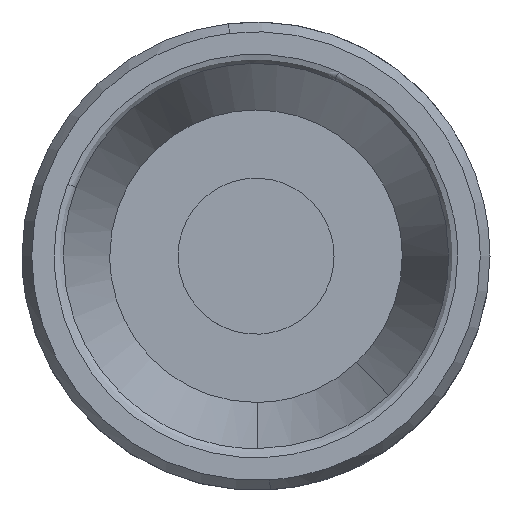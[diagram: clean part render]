
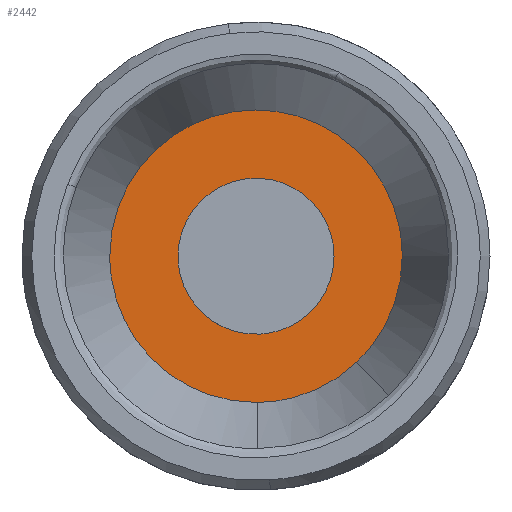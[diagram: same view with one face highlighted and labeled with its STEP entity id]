
A CAD part, top view. The second image highlights one B-rep face of the part: STEP entity #2442.
In plain terms, the highlighted free-form (B-spline) face has degree [1, 1] with [2, 2] control points.
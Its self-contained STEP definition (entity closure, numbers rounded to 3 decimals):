
#748=CARTESIAN_POINT('',(0.065,-7.5,9.5));
#749=VERTEX_POINT('',#748);
#755=CARTESIAN_POINT('',(-7.5,0.0,9.5));
#756=VERTEX_POINT('',#755);
#757=CARTESIAN_POINT('',(0.065,-7.5,9.5));
#758=CARTESIAN_POINT('',(0.033,-7.5,9.5));
#759=CARTESIAN_POINT('',(0.,-7.5,9.5));
#760=CARTESIAN_POINT('',(-7.5,-7.5,9.5));
#761=CARTESIAN_POINT('',(-7.5,0.0,9.5));
#769=(BOUNDED_CURVE()B_SPLINE_CURVE(2,(#757,#758,#759,#760,#761),.UNSPECIFIED.,.F.,.U.)B_SPLINE_CURVE_WITH_KNOTS((3,2,3),(0.748,0.75,1.0),.UNSPECIFIED.)CURVE()GEOMETRIC_REPRESENTATION_ITEM()RATIONAL_B_SPLINE_CURVE((0.996,0.998,1.0,0.707,1.0))REPRESENTATION_ITEM(''));
#770=EDGE_CURVE('',#749,#756,#769,.T.);
#772=CARTESIAN_POINT('',(7.5,0.0,9.5));
#773=VERTEX_POINT('',#772);
#774=CARTESIAN_POINT('',(-7.5,0.0,9.5));
#775=CARTESIAN_POINT('',(-7.5,7.5,9.5));
#776=CARTESIAN_POINT('',(0.0,7.5,9.5));
#777=CARTESIAN_POINT('',(7.5,7.5,9.5));
#778=CARTESIAN_POINT('',(7.5,0.0,9.5));
#786=(BOUNDED_CURVE()B_SPLINE_CURVE(2,(#774,#775,#776,#777,#778),.UNSPECIFIED.,.F.,.U.)B_SPLINE_CURVE_WITH_KNOTS((3,2,3),(0.0,0.25,0.5),.UNSPECIFIED.)CURVE()GEOMETRIC_REPRESENTATION_ITEM()RATIONAL_B_SPLINE_CURVE((1.0,0.707,1.0,0.707,1.0))REPRESENTATION_ITEM(''));
#787=EDGE_CURVE('',#756,#773,#786,.T.);
#789=CARTESIAN_POINT('',(5.172,-5.431,9.5));
#790=VERTEX_POINT('',#789);
#791=CARTESIAN_POINT('',(7.5,0.0,9.5));
#792=CARTESIAN_POINT('',(7.5,-3.214,9.5));
#793=CARTESIAN_POINT('',(5.172,-5.431,9.5));
#801=(BOUNDED_CURVE()B_SPLINE_CURVE(2,(#791,#792,#793),.UNSPECIFIED.,.F.,.U.)B_SPLINE_CURVE_WITH_KNOTS((3,3),(0.5,0.629),.UNSPECIFIED.)CURVE()GEOMETRIC_REPRESENTATION_ITEM()RATIONAL_B_SPLINE_CURVE((1.0,0.849,0.854))REPRESENTATION_ITEM(''));
#802=EDGE_CURVE('',#773,#790,#801,.T.);
#844=CARTESIAN_POINT('',(5.172,-5.431,9.5));
#845=CARTESIAN_POINT('',(3.027,-7.474,9.5));
#846=CARTESIAN_POINT('',(0.065,-7.5,9.5));
#854=(BOUNDED_CURVE()B_SPLINE_CURVE(2,(#844,#845,#846),.UNSPECIFIED.,.F.,.U.)B_SPLINE_CURVE_WITH_KNOTS((3,3),(0.629,0.748),.UNSPECIFIED.)CURVE()GEOMETRIC_REPRESENTATION_ITEM()RATIONAL_B_SPLINE_CURVE((0.854,0.858,0.996))REPRESENTATION_ITEM(''));
#855=EDGE_CURVE('',#790,#749,#854,.T.);
#883=CARTESIAN_POINT('',(-0.472,3.972,9.5));
#884=VERTEX_POINT('',#883);
#885=CARTESIAN_POINT('',(4.0,0.0,9.5));
#886=VERTEX_POINT('',#885);
#887=CARTESIAN_POINT('',(-0.472,3.972,9.5));
#888=CARTESIAN_POINT('',(-0.237,4.,9.5));
#889=CARTESIAN_POINT('',(0.0,4.0,9.5));
#890=CARTESIAN_POINT('',(4.,4.,9.5));
#891=CARTESIAN_POINT('',(4.0,0.0,9.5));
#899=(BOUNDED_CURVE()B_SPLINE_CURVE(2,(#887,#888,#889,#890,#891),.UNSPECIFIED.,.F.,.U.)B_SPLINE_CURVE_WITH_KNOTS((3,2,3),(0.23,0.25,0.5),.UNSPECIFIED.)CURVE()GEOMETRIC_REPRESENTATION_ITEM()RATIONAL_B_SPLINE_CURVE((0.956,0.976,1.0,0.707,1.0))REPRESENTATION_ITEM(''));
#900=EDGE_CURVE('',#884,#886,#899,.T.);
#941=CARTESIAN_POINT('',(0.244,-3.993,9.5));
#942=VERTEX_POINT('',#941);
#948=CARTESIAN_POINT('',(4.0,0.0,9.5));
#949=CARTESIAN_POINT('',(4.0,-3.763,9.5));
#950=CARTESIAN_POINT('',(0.244,-3.993,9.5));
#958=(BOUNDED_CURVE()B_SPLINE_CURVE(2,(#948,#949,#950),.UNSPECIFIED.,.F.,.U.)B_SPLINE_CURVE_WITH_KNOTS((3,3),(0.5,0.739),.UNSPECIFIED.)CURVE()GEOMETRIC_REPRESENTATION_ITEM()RATIONAL_B_SPLINE_CURVE((1.0,0.72,0.976))REPRESENTATION_ITEM(''));
#959=EDGE_CURVE('',#886,#942,#958,.T.);
#982=CARTESIAN_POINT('',(-4.0,0.0,9.5));
#983=VERTEX_POINT('',#982);
#984=CARTESIAN_POINT('',(-4.0,0.0,9.5));
#985=CARTESIAN_POINT('',(-4.0,3.553,9.5));
#986=CARTESIAN_POINT('',(-0.472,3.972,9.5));
#994=(BOUNDED_CURVE()B_SPLINE_CURVE(2,(#984,#985,#986),.UNSPECIFIED.,.F.,.U.)B_SPLINE_CURVE_WITH_KNOTS((3,3),(0.0,0.23),.UNSPECIFIED.)CURVE()GEOMETRIC_REPRESENTATION_ITEM()RATIONAL_B_SPLINE_CURVE((1.0,0.731,0.956))REPRESENTATION_ITEM(''));
#995=EDGE_CURVE('',#983,#884,#994,.T.);
#997=CARTESIAN_POINT('',(0.244,-3.993,9.5));
#998=CARTESIAN_POINT('',(0.122,-4.,9.5));
#999=CARTESIAN_POINT('',(0.0,-4.0,9.5));
#1000=CARTESIAN_POINT('',(-4.,-4.,9.5));
#1001=CARTESIAN_POINT('',(-4.0,0.0,9.5));
#1009=(BOUNDED_CURVE()B_SPLINE_CURVE(2,(#997,#998,#999,#1000,#1001),.UNSPECIFIED.,.F.,.U.)B_SPLINE_CURVE_WITH_KNOTS((3,2,3),(0.739,0.75,1.0),.UNSPECIFIED.)CURVE()GEOMETRIC_REPRESENTATION_ITEM()RATIONAL_B_SPLINE_CURVE((0.976,0.988,1.0,0.707,1.0))REPRESENTATION_ITEM(''));
#1010=EDGE_CURVE('',#942,#983,#1009,.T.);
#2425=CARTESIAN_POINT('',(8.249,-8.249,9.5));
#2426=CARTESIAN_POINT('',(-8.249,-8.249,9.5));
#2427=CARTESIAN_POINT('',(8.249,8.249,9.5));
#2428=CARTESIAN_POINT('',(-8.249,8.249,9.5));
#2429=B_SPLINE_SURFACE_WITH_KNOTS('',1,1,((#2425,#2427),(#2426,#2428)),.UNSPECIFIED.,.F.,.F.,.U.,(2,2),(2,2),(0.0,16.499),(0.0,16.498),.UNSPECIFIED.);
#2430=ORIENTED_EDGE('',*,*,#770,.F.);
#2431=ORIENTED_EDGE('',*,*,#855,.F.);
#2432=ORIENTED_EDGE('',*,*,#802,.F.);
#2433=ORIENTED_EDGE('',*,*,#787,.F.);
#2434=EDGE_LOOP('',(#2430,#2431,#2432,#2433));
#2435=FACE_OUTER_BOUND('',#2434,.T.);
#2436=ORIENTED_EDGE('',*,*,#959,.T.);
#2437=ORIENTED_EDGE('',*,*,#1010,.T.);
#2438=ORIENTED_EDGE('',*,*,#995,.T.);
#2439=ORIENTED_EDGE('',*,*,#900,.T.);
#2440=EDGE_LOOP('',(#2436,#2437,#2438,#2439));
#2441=FACE_BOUND('',#2440,.T.);
#2442=ADVANCED_FACE('',(#2435,#2441),#2429,.F.);
